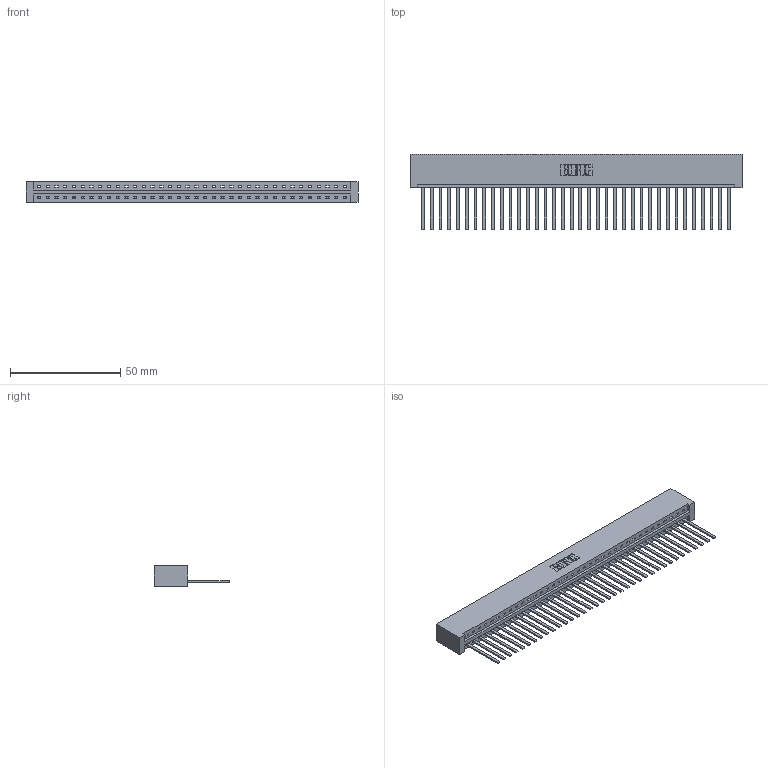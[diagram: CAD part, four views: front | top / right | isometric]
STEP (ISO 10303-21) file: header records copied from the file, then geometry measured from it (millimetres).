
FILE_DESCRIPTION (( 'STEP AP203' ), '1' );
FILE_NAME ('337-036-544-101.STEP', '2018-08-07T23:24:54', ( '' ), ( '' ), 'SwSTEP 2.0', 'SolidWorks 2016', '' );
FILE_SCHEMA (( 'CONFIG_CONTROL_DESIGN' ));
Length unit declared in the file: inch
Products named in the file (3): 337 Part_No Mounting Lugs; 345-292-001_345-293-144; 337-036-544-101
Assembly tree (37 placements, depth 2):
  337-036-544-101
    337 Part_No Mounting Lugs
    345-292-001_345-293-144  x36
Bounding box: 150.52 x 34.3 x 9.4 mm (x, y, z)
Volume: 16724.6 mm3; surface area: 18602.1 mm2
Topology: 37 solids, 37 shells, 2122 faces, 6407 edges, 4222 vertices
Faces by surface type: plane 1578, cylinder 544
Entity records: 27075 total; most frequent: CARTESIAN_POINT 4722, ORIENTED_EDGE 4694, DIRECTION 3975, EDGE_CURVE 2347, LINE 2231, VECTOR 2231, VERTEX_POINT 1562, AXIS2_PLACEMENT_3D 872
